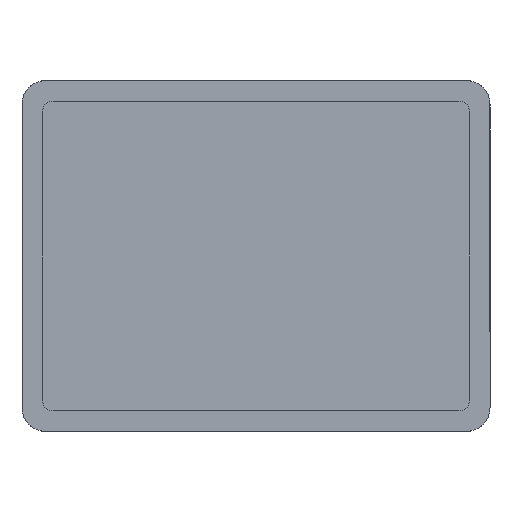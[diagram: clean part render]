
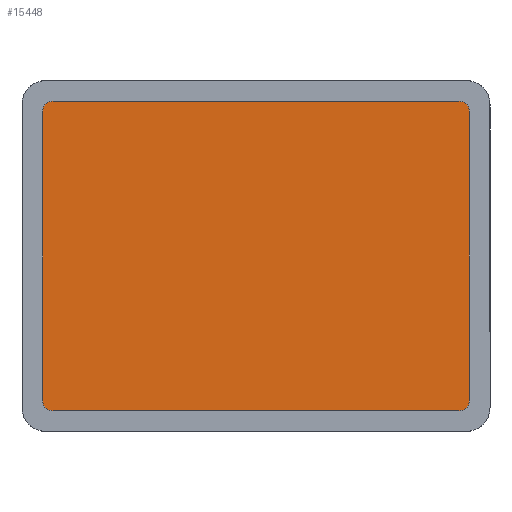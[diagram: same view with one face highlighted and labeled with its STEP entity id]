
A CAD part, front view. The second image highlights one B-rep face of the part: STEP entity #15448.
In plain terms, the highlighted planar face has unit normal (0, -1, 0).
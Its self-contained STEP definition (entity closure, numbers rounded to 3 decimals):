
#786 = DIRECTION ( 'NONE',  ( 0., 1., 0. ) ) ;
#1047 = EDGE_LOOP ( 'NONE', ( #1546, #10561, #9920, #12645, #11380, #11877, #11781, #8597 ) ) ;
#1266 = CARTESIAN_POINT ( 'NONE',  ( 173., 0., -132. ) ) ;
#1280 = EDGE_CURVE ( 'NONE', #4201, #6441, #4468, .T. ) ;
#1546 = ORIENTED_EDGE ( 'NONE', *, *, #1280, .F. ) ;
#1552 = FACE_OUTER_BOUND ( 'NONE', #1047, .T. ) ;
#1961 = LINE ( 'NONE', #10848, #15208 ) ;
#2072 = EDGE_CURVE ( 'NONE', #16446, #12554, #1961, .T. ) ;
#2379 = VERTEX_POINT ( 'NONE', #4204 ) ;
#2558 = CARTESIAN_POINT ( 'NONE',  ( -182., 0., 123. ) ) ;
#2792 = DIRECTION ( 'NONE',  ( -1., 0., 0. ) ) ;
#3246 = CARTESIAN_POINT ( 'NONE',  ( 173., 0., 123. ) ) ;
#4201 = VERTEX_POINT ( 'NONE', #7651 ) ;
#4204 = CARTESIAN_POINT ( 'NONE',  ( 182., 0., 123. ) ) ;
#4468 = CIRCLE ( 'NONE', #8041, 9. ) ;
#5488 = CIRCLE ( 'NONE', #9675, 9. ) ;
#5570 = VECTOR ( 'NONE', #2792, 1000. ) ;
#5794 = CARTESIAN_POINT ( 'NONE',  ( 182., 0., 123. ) ) ;
#6147 = VERTEX_POINT ( 'NONE', #1266 ) ;
#6271 = AXIS2_PLACEMENT_3D ( 'NONE', #14774, #13278, #13898 ) ;
#6441 = VERTEX_POINT ( 'NONE', #9669 ) ;
#6643 = CARTESIAN_POINT ( 'NONE',  ( -173., 0., 132. ) ) ;
#7079 = CIRCLE ( 'NONE', #17268, 9. ) ;
#7089 = EDGE_CURVE ( 'NONE', #2379, #8915, #10205, .T. ) ;
#7248 = EDGE_CURVE ( 'NONE', #12554, #2379, #5488, .T. ) ;
#7496 = DIRECTION ( 'NONE',  ( 0., 1., 0. ) ) ;
#7651 = CARTESIAN_POINT ( 'NONE',  ( -173., 0., -132. ) ) ;
#7717 = DIRECTION ( 'NONE',  ( 0., 0., 1. ) ) ;
#8041 = AXIS2_PLACEMENT_3D ( 'NONE', #13617, #786, #7717 ) ;
#8597 = ORIENTED_EDGE ( 'NONE', *, *, #10258, .F. ) ;
#8915 = VERTEX_POINT ( 'NONE', #14926 ) ;
#9669 = CARTESIAN_POINT ( 'NONE',  ( -182., 0., -123. ) ) ;
#9675 = AXIS2_PLACEMENT_3D ( 'NONE', #3246, #11479, #14754 ) ;
#9920 = ORIENTED_EDGE ( 'NONE', *, *, #17403, .F. ) ;
#10205 = LINE ( 'NONE', #5794, #16859 ) ;
#10258 = EDGE_CURVE ( 'NONE', #6441, #12632, #15389, .T. ) ;
#10444 = PLANE ( 'NONE',  #14658 ) ;
#10561 = ORIENTED_EDGE ( 'NONE', *, *, #11251, .F. ) ;
#10848 = CARTESIAN_POINT ( 'NONE',  ( -173., 0., 132. ) ) ;
#11251 = EDGE_CURVE ( 'NONE', #6147, #4201, #11307, .T. ) ;
#11307 = LINE ( 'NONE', #12535, #5570 ) ;
#11380 = ORIENTED_EDGE ( 'NONE', *, *, #7248, .F. ) ;
#11479 = DIRECTION ( 'NONE',  ( 0., 1., 0. ) ) ;
#11508 = DIRECTION ( 'NONE',  ( 0., 0., -1. ) ) ;
#11667 = DIRECTION ( 'NONE',  ( 0., 0., 1. ) ) ;
#11721 = DIRECTION ( 'NONE',  ( 0., 0., 1. ) ) ;
#11781 = ORIENTED_EDGE ( 'NONE', *, *, #16717, .F. ) ;
#11805 = CARTESIAN_POINT ( 'NONE',  ( 173., 0., -123. ) ) ;
#11877 = ORIENTED_EDGE ( 'NONE', *, *, #2072, .F. ) ;
#12535 = CARTESIAN_POINT ( 'NONE',  ( -173., 0., -132. ) ) ;
#12554 = VERTEX_POINT ( 'NONE', #16307 ) ;
#12632 = VERTEX_POINT ( 'NONE', #18279 ) ;
#12645 = ORIENTED_EDGE ( 'NONE', *, *, #7089, .F. ) ;
#12771 = VECTOR ( 'NONE', #15028, 1000. ) ;
#13278 = DIRECTION ( 'NONE',  ( 0., 1., 0. ) ) ;
#13617 = CARTESIAN_POINT ( 'NONE',  ( -173., 0., -123. ) ) ;
#13898 = DIRECTION ( 'NONE',  ( 0., 0., 1. ) ) ;
#14387 = DIRECTION ( 'NONE',  ( 0., 1., 0. ) ) ;
#14658 = AXIS2_PLACEMENT_3D ( 'NONE', #16164, #14387, #11667 ) ;
#14754 = DIRECTION ( 'NONE',  ( 0., 0., 1. ) ) ;
#14774 = CARTESIAN_POINT ( 'NONE',  ( -173., 0., 123. ) ) ;
#14926 = CARTESIAN_POINT ( 'NONE',  ( 182., 0., -123. ) ) ;
#15028 = DIRECTION ( 'NONE',  ( 0., 0., 1. ) ) ;
#15208 = VECTOR ( 'NONE', #16571, 1000. ) ;
#15258 = CIRCLE ( 'NONE', #6271, 9. ) ;
#15389 = LINE ( 'NONE', #2558, #12771 ) ;
#15448 = ADVANCED_FACE ( 'NONE', ( #1552 ), #10444, .F. ) ;
#16164 = CARTESIAN_POINT ( 'NONE',  ( -173., 0., -123. ) ) ;
#16307 = CARTESIAN_POINT ( 'NONE',  ( 173., 0., 132. ) ) ;
#16446 = VERTEX_POINT ( 'NONE', #6643 ) ;
#16571 = DIRECTION ( 'NONE',  ( 1., 0., 0. ) ) ;
#16717 = EDGE_CURVE ( 'NONE', #12632, #16446, #15258, .T. ) ;
#16859 = VECTOR ( 'NONE', #11508, 1000. ) ;
#17268 = AXIS2_PLACEMENT_3D ( 'NONE', #11805, #7496, #11721 ) ;
#17403 = EDGE_CURVE ( 'NONE', #8915, #6147, #7079, .T. ) ;
#18279 = CARTESIAN_POINT ( 'NONE',  ( -182., 0., 123. ) ) ;
